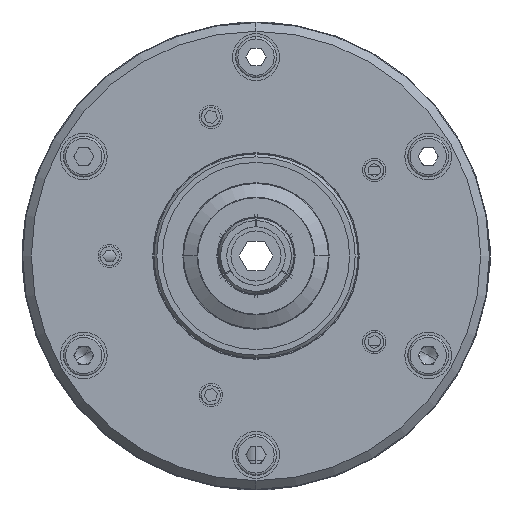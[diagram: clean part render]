
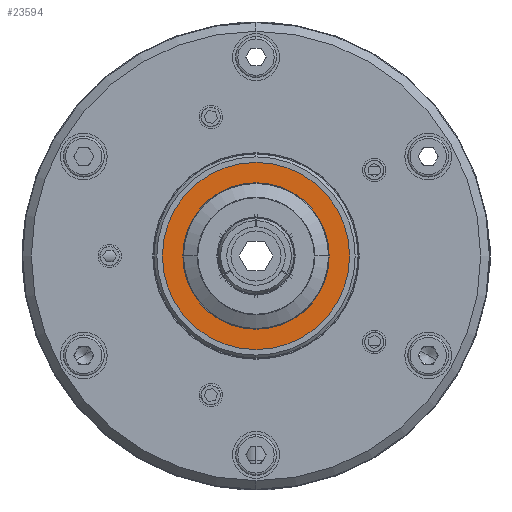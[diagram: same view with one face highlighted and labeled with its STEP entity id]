
A CAD part, left-side view. The second image highlights one B-rep face of the part: STEP entity #23594.
In plain terms, the highlighted planar face has unit normal (-1, 0, 0).
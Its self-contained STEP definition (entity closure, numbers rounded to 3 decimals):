
#148 = CARTESIAN_POINT ( 'NONE',  ( -20., 5.274, -10.5 ) ) ;
#161 = CARTESIAN_POINT ( 'NONE',  ( -20., -11.75, 0. ) ) ;
#226 = CARTESIAN_POINT ( 'NONE',  ( -20., 11.73, -0.683 ) ) ;
#248 = CARTESIAN_POINT ( 'NONE',  ( -20., 5.274, 10.5 ) ) ;
#609 = CARTESIAN_POINT ( 'NONE',  ( -20., -16., 0. ) ) ;
#724 = CARTESIAN_POINT ( 'NONE',  ( -20., 16., 0. ) ) ;
#785 = CARTESIAN_POINT ( 'NONE',  ( -20., 6.456, 9.817 ) ) ;
#946 = CARTESIAN_POINT ( 'NONE',  ( -20., -11.73, -0.683 ) ) ;
#975 = CARTESIAN_POINT ( 'NONE',  ( -20., -5.274, -10.5 ) ) ;
#977 = CARTESIAN_POINT ( 'NONE',  ( -20., -6.456, -9.817 ) ) ;
#2457 = LINE ( 'NONE', #13111, #2538 ) ;
#2473 = VECTOR ( 'NONE', #13942, 1000. ) ;
#2509 = CIRCLE ( 'NONE', #23942, 11.75 ) ;
#2538 = VECTOR ( 'NONE', #13565, 1000. ) ;
#2722 = CIRCLE ( 'NONE', #23935, 11.75 ) ;
#2893 = CIRCLE ( 'NONE', #23820, 11.75 ) ;
#3017 = LINE ( 'NONE', #13469, #2473 ) ;
#3383 = CIRCLE ( 'NONE', #23937, 11.75 ) ;
#3643 = VERTEX_POINT ( 'NONE', #977 ) ;
#3645 = VERTEX_POINT ( 'NONE', #975 ) ;
#3678 = VERTEX_POINT ( 'NONE', #946 ) ;
#3731 = VERTEX_POINT ( 'NONE', #161 ) ;
#3747 = VERTEX_POINT ( 'NONE', #724 ) ;
#3751 = VERTEX_POINT ( 'NONE', #248 ) ;
#3756 = VERTEX_POINT ( 'NONE', #148 ) ;
#3757 = VERTEX_POINT ( 'NONE', #226 ) ;
#3759 = VERTEX_POINT ( 'NONE', #785 ) ;
#3901 = VERTEX_POINT ( 'NONE', #609 ) ;
#4674 = VERTEX_POINT ( 'NONE', #18189 ) ;
#4835 = CARTESIAN_POINT ( 'NONE',  ( -20., 0., 0. ) ) ;
#4981 = CARTESIAN_POINT ( 'NONE',  ( -20., 0., 0. ) ) ;
#5003 = DIRECTION ( 'NONE',  ( 0., 1., 0. ) ) ;
#5011 = DIRECTION ( 'NONE',  ( -1., 0., 0. ) ) ;
#5084 = CARTESIAN_POINT ( 'NONE',  ( -20., 5.274, -10.5 ) ) ;
#5374 = DIRECTION ( 'NONE',  ( 0., 1., 0. ) ) ;
#5595 = EDGE_CURVE ( 'NONE', #3751, #3759, #23076, .T. ) ;
#5626 = EDGE_CURVE ( 'NONE', #4674, #3759, #22517, .T. ) ;
#5636 = CARTESIAN_POINT ( 'NONE',  ( -20., -6.456, 9.817 ) ) ;
#5689 = EDGE_CURVE ( 'NONE', #3747, #3901, #22776, .T. ) ;
#5694 = EDGE_CURVE ( 'NONE', #3751, #17383, #22676, .T. ) ;
#5786 = DIRECTION ( 'NONE',  ( 0., -0.5, -0.866 ) ) ;
#6055 = DIRECTION ( 'NONE',  ( 0., 1., 0. ) ) ;
#6098 = CARTESIAN_POINT ( 'NONE',  ( -20., 0., 0. ) ) ;
#6116 = DIRECTION ( 'NONE',  ( -1., 0., 0. ) ) ;
#6123 = DIRECTION ( 'NONE',  ( 0., -1., 0. ) ) ;
#6162 = DIRECTION ( 'NONE',  ( -1., 0., 0. ) ) ;
#7615 = EDGE_CURVE ( 'NONE', #3731, #17075, #3383, .T. ) ;
#7616 = EDGE_CURVE ( 'NONE', #17391, #17383, #2722, .T. ) ;
#7639 = EDGE_CURVE ( 'NONE', #4674, #3757, #2509, .T. ) ;
#7640 = EDGE_CURVE ( 'NONE', #3678, #3643, #2457, .T. ) ;
#7671 = EDGE_CURVE ( 'NONE', #3678, #3731, #2893, .T. ) ;
#7674 = EDGE_CURVE ( 'NONE', #17316, #3757, #3017, .T. ) ;
#10016 = CARTESIAN_POINT ( 'NONE',  ( -20., -11.73, 0.683 ) ) ;
#10252 = CARTESIAN_POINT ( 'NONE',  ( -20., 6.456, -9.817 ) ) ;
#10316 = CARTESIAN_POINT ( 'NONE',  ( -20., -5.274, 10.5 ) ) ;
#10327 = CARTESIAN_POINT ( 'NONE',  ( -20., -6.456, 9.817 ) ) ;
#12844 = CARTESIAN_POINT ( 'NONE',  ( -20., 16., 0. ) ) ;
#12894 = DIRECTION ( 'NONE',  ( 1., 0., 0. ) ) ;
#12948 = DIRECTION ( 'NONE',  ( 0., 1., 0. ) ) ;
#13006 = PLANE ( 'NONE',  #24364 ) ;
#13101 = DIRECTION ( 'NONE',  ( -1., 0., 0. ) ) ;
#13111 = CARTESIAN_POINT ( 'NONE',  ( -20., -11.73, -0.683 ) ) ;
#13450 = DIRECTION ( 'NONE',  ( -1., 0., 0. ) ) ;
#13469 = CARTESIAN_POINT ( 'NONE',  ( -20., 11.73, -0.683 ) ) ;
#13562 = CARTESIAN_POINT ( 'NONE',  ( -20., 0., 0. ) ) ;
#13565 = DIRECTION ( 'NONE',  ( 0., 0.5, -0.866 ) ) ;
#13578 = DIRECTION ( 'NONE',  ( 0., 1., 0. ) ) ;
#13668 = DIRECTION ( 'NONE',  ( 0., 1., 0. ) ) ;
#13688 = CARTESIAN_POINT ( 'NONE',  ( -20., 0., 0. ) ) ;
#13704 = DIRECTION ( 'NONE',  ( 0., 1., 0. ) ) ;
#13886 = CARTESIAN_POINT ( 'NONE',  ( -20., 0., 0. ) ) ;
#13907 = CARTESIAN_POINT ( 'NONE',  ( -20., 0., 0. ) ) ;
#13911 = DIRECTION ( 'NONE',  ( -1., 0., 0. ) ) ;
#13928 = DIRECTION ( 'NONE',  ( 0., 1., 0. ) ) ;
#13929 = DIRECTION ( 'NONE',  ( -1., 0., 0. ) ) ;
#13942 = DIRECTION ( 'NONE',  ( 0., 0.5, 0.866 ) ) ;
#16920 = ORIENTED_EDGE ( 'NONE', *, *, #7640, .T. ) ;
#16921 = ORIENTED_EDGE ( 'NONE', *, *, #7616, .F. ) ;
#16922 = ORIENTED_EDGE ( 'NONE', *, *, #25513, .T. ) ;
#16974 = ORIENTED_EDGE ( 'NONE', *, *, #7674, .T. ) ;
#17010 = ORIENTED_EDGE ( 'NONE', *, *, #5694, .T. ) ;
#17012 = ORIENTED_EDGE ( 'NONE', *, *, #25609, .T. ) ;
#17013 = ORIENTED_EDGE ( 'NONE', *, *, #7671, .F. ) ;
#17014 = ORIENTED_EDGE ( 'NONE', *, *, #7615, .F. ) ;
#17015 = ORIENTED_EDGE ( 'NONE', *, *, #25498, .F. ) ;
#17016 = ORIENTED_EDGE ( 'NONE', *, *, #25546, .F. ) ;
#17017 = ORIENTED_EDGE ( 'NONE', *, *, #25524, .T. ) ;
#17018 = ORIENTED_EDGE ( 'NONE', *, *, #7639, .F. ) ;
#17019 = ORIENTED_EDGE ( 'NONE', *, *, #5595, .F. ) ;
#17020 = ORIENTED_EDGE ( 'NONE', *, *, #5626, .T. ) ;
#17021 = ORIENTED_EDGE ( 'NONE', *, *, #5689, .T. ) ;
#17075 = VERTEX_POINT ( 'NONE', #10016 ) ;
#17316 = VERTEX_POINT ( 'NONE', #10252 ) ;
#17383 = VERTEX_POINT ( 'NONE', #10316 ) ;
#17391 = VERTEX_POINT ( 'NONE', #10327 ) ;
#18081 = DIRECTION ( 'NONE',  ( 0., -0.5, 0.866 ) ) ;
#18152 = DIRECTION ( 'NONE',  ( 0., 1., 0. ) ) ;
#18153 = DIRECTION ( 'NONE',  ( -1., 0., 0. ) ) ;
#18154 = CARTESIAN_POINT ( 'NONE',  ( -20., 0., 0. ) ) ;
#18189 = CARTESIAN_POINT ( 'NONE',  ( -20., 11.73, 0.683 ) ) ;
#18214 = CARTESIAN_POINT ( 'NONE',  ( -20., 5.274, 10.5 ) ) ;
#18216 = DIRECTION ( 'NONE',  ( 0., -1., 0. ) ) ;
#18217 = DIRECTION ( 'NONE',  ( -1., 0., 0. ) ) ;
#18218 = CARTESIAN_POINT ( 'NONE',  ( -20., 0., 0. ) ) ;
#18226 = DIRECTION ( 'NONE',  ( 0., -1., 0. ) ) ;
#18274 = CARTESIAN_POINT ( 'NONE',  ( -20., 6.456, 9.817 ) ) ;
#18928 = CIRCLE ( 'NONE', #25207, 11.75 ) ;
#19053 = CIRCLE ( 'NONE', #24591, 11.75 ) ;
#19353 = VECTOR ( 'NONE', #5374, 1000. ) ;
#19390 = LINE ( 'NONE', #5084, #19353 ) ;
#19513 = LINE ( 'NONE', #5636, #19532 ) ;
#19532 = VECTOR ( 'NONE', #5786, 1000. ) ;
#19577 = CIRCLE ( 'NONE', #24655, 16. ) ;
#19603 = FACE_OUTER_BOUND ( 'NONE', #20483, .T. ) ;
#19672 = FACE_BOUND ( 'NONE', #20860, .T. ) ;
#20483 = EDGE_LOOP ( 'NONE', ( #16922, #17021 ) ) ;
#20860 = EDGE_LOOP ( 'NONE', ( #17010, #16921, #17012, #17014, #17013, #16920, #17015, #17017, #17016, #16974, #17018, #17020, #17019 ) ) ;
#22517 = LINE ( 'NONE', #18274, #22697 ) ;
#22676 = LINE ( 'NONE', #18214, #23193 ) ;
#22697 = VECTOR ( 'NONE', #18081, 1000. ) ;
#22776 = CIRCLE ( 'NONE', #25142, 16. ) ;
#23076 = CIRCLE ( 'NONE', #24399, 11.75 ) ;
#23193 = VECTOR ( 'NONE', #18226, 1000. ) ;
#23594 = ADVANCED_FACE ( 'NONE', ( #19672, #19603 ), #13006, .F. ) ;
#23820 = AXIS2_PLACEMENT_3D ( 'NONE', #13886, #13450, #13578 ) ;
#23935 = AXIS2_PLACEMENT_3D ( 'NONE', #13562, #13101, #13704 ) ;
#23937 = AXIS2_PLACEMENT_3D ( 'NONE', #13688, #13929, #13928 ) ;
#23942 = AXIS2_PLACEMENT_3D ( 'NONE', #13907, #13911, #13668 ) ;
#24364 = AXIS2_PLACEMENT_3D ( 'NONE', #12844, #12894, #12948 ) ;
#24399 = AXIS2_PLACEMENT_3D ( 'NONE', #18154, #18153, #18152 ) ;
#24591 = AXIS2_PLACEMENT_3D ( 'NONE', #6098, #6116, #6055 ) ;
#24655 = AXIS2_PLACEMENT_3D ( 'NONE', #4835, #6162, #6123 ) ;
#25142 = AXIS2_PLACEMENT_3D ( 'NONE', #18218, #18217, #18216 ) ;
#25207 = AXIS2_PLACEMENT_3D ( 'NONE', #4981, #5011, #5003 ) ;
#25498 = EDGE_CURVE ( 'NONE', #3645, #3643, #19053, .T. ) ;
#25513 = EDGE_CURVE ( 'NONE', #3901, #3747, #19577, .T. ) ;
#25524 = EDGE_CURVE ( 'NONE', #3645, #3756, #19390, .T. ) ;
#25546 = EDGE_CURVE ( 'NONE', #17316, #3756, #18928, .T. ) ;
#25609 = EDGE_CURVE ( 'NONE', #17391, #17075, #19513, .T. ) ;
